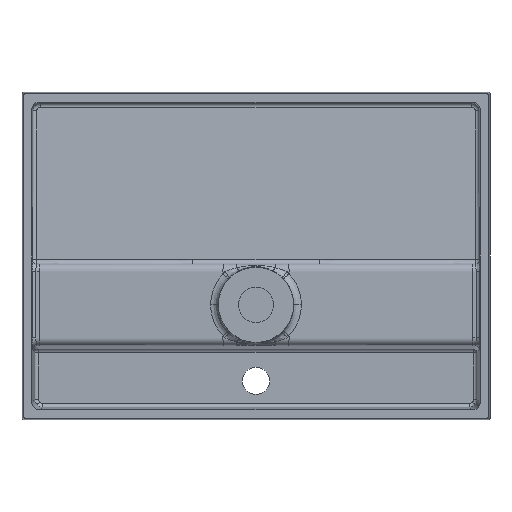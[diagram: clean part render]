
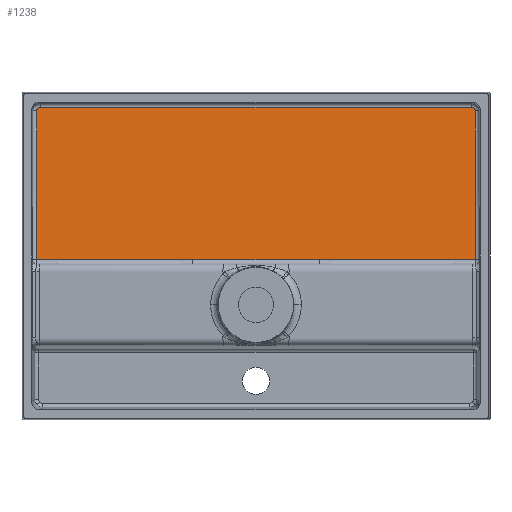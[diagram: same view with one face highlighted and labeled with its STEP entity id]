
A CAD part, front view. The second image highlights one B-rep face of the part: STEP entity #1238.
In plain terms, the highlighted planar face has unit normal (0, -0.998, 0.056).
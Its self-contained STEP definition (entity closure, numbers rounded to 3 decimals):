
#73 = LINE ( 'NONE', #6576, #9048 ) ;
#151 = CARTESIAN_POINT ( 'NONE',  ( 281.747, 25.74, -4.854 ) ) ;
#528 = LINE ( 'NONE', #10851, #5697 ) ;
#775 = CARTESIAN_POINT ( 'NONE',  ( -281.374, 36.416, 186.098 ) ) ;
#801 = EDGE_CURVE ( 'NONE', #6488, #13173, #73, .T. ) ;
#970 = ORIENTED_EDGE ( 'NONE', *, *, #12136, .T. ) ;
#1238 = ADVANCED_FACE ( 'NONE', ( #2669 ), #11337, .F. ) ;
#1385 = ORIENTED_EDGE ( 'NONE', *, *, #6873, .T. ) ;
#1568 = VERTEX_POINT ( 'NONE', #5239 ) ;
#1624 = DIRECTION ( 'NONE',  ( 0., 0.998, -0.056 ) ) ;
#1839 = DIRECTION ( 'NONE',  ( 0., 0.056, 0.998 ) ) ;
#1915 = VECTOR ( 'NONE', #6362, 1000. ) ;
#2286 = CARTESIAN_POINT ( 'NONE',  ( -281.747, 25.74, -4.854 ) ) ;
#2363 = DIRECTION ( 'NONE',  ( -0.002, -0.056, -0.998 ) ) ;
#2540 = DIRECTION ( 'NONE',  ( -1., 0., 0. ) ) ;
#2570 = EDGE_CURVE ( 'NONE', #6779, #9525, #528, .T. ) ;
#2669 = FACE_OUTER_BOUND ( 'NONE', #6508, .T. ) ;
#2671 = DIRECTION ( 'NONE',  ( 1., 0., 0. ) ) ;
#2770 = CARTESIAN_POINT ( 'NONE',  ( 281.747, 25.74, -4.854 ) ) ;
#2900 = EDGE_CURVE ( 'NONE', #1568, #12685, #8135, .T. ) ;
#3181 = CARTESIAN_POINT ( 'NONE',  ( 281.374, 36.421, 186.2 ) ) ;
#3423 = CARTESIAN_POINT ( 'NONE',  ( 81.339, 25.751, -4.661 ) ) ;
#3653 = EDGE_CURVE ( 'NONE', #13173, #1568, #10249, .T. ) ;
#3909 = CARTESIAN_POINT ( 'NONE',  ( -215.987, 25.747, -4.725 ) ) ;
#3929 = CARTESIAN_POINT ( 'NONE',  ( 0., 25.751, -4.661 ) ) ;
#4101 = CARTESIAN_POINT ( 'NONE',  ( -279.296, 36.695, 191.085 ) ) ;
#4813 = VECTOR ( 'NONE', #2671, 1000. ) ;
#5239 = CARTESIAN_POINT ( 'NONE',  ( -81.339, 25.751, -4.661 ) ) ;
#5457 = LINE ( 'NONE', #3181, #1915 ) ;
#5477 = CARTESIAN_POINT ( 'NONE',  ( 149.05, 25.751, -4.661 ) ) ;
#5622 = CARTESIAN_POINT ( 'NONE',  ( 81.339, 25.751, -4.661 ) ) ;
#5697 = VECTOR ( 'NONE', #2540, 1000. ) ;
#6261 = ORIENTED_EDGE ( 'NONE', *, *, #2570, .T. ) ;
#6362 = DIRECTION ( 'NONE',  ( -0.002, 0.056, 0.998 ) ) ;
#6405 = CARTESIAN_POINT ( 'NONE',  ( 279.296, 36.695, 191.085 ) ) ;
#6488 = VERTEX_POINT ( 'NONE', #9928 ) ;
#6508 = EDGE_LOOP ( 'NONE', ( #11604, #12687, #12558, #11129, #970, #1385, #13026, #6261 ) ) ;
#6576 = CARTESIAN_POINT ( 'NONE',  ( -281.747, 25.739, -4.873 ) ) ;
#6779 = VERTEX_POINT ( 'NONE', #8549 ) ;
#6873 = EDGE_CURVE ( 'NONE', #11552, #9360, #5457, .T. ) ;
#7436 = CARTESIAN_POINT ( 'NONE',  ( 276.368, 36.695, 191.085 ) ) ;
#8135 = LINE ( 'NONE', #3929, #4813 ) ;
#8549 = CARTESIAN_POINT ( 'NONE',  ( 276.368, 36.695, 191.085 ) ) ;
#8735 = CARTESIAN_POINT ( 'NONE',  ( 281.374, 36.416, 186.098 ) ) ;
#9048 = VECTOR ( 'NONE', #2363, 1000. ) ;
#9321 =( BOUNDED_CURVE ( )  B_SPLINE_CURVE ( 3, ( #12424, #4101, #10463, #775 ),
 .UNSPECIFIED., .F., .F. ) 
 B_SPLINE_CURVE_WITH_KNOTS ( ( 4, 4 ),
 ( 4.172, 5.741 ),
 .UNSPECIFIED. ) 
 CURVE ( )  GEOMETRIC_REPRESENTATION_ITEM ( )  RATIONAL_B_SPLINE_CURVE ( ( 1., 0.805, 0.805, 1. ) ) 
 REPRESENTATION_ITEM ( '' )  );
#9360 = VERTEX_POINT ( 'NONE', #11260 ) ;
#9525 = VERTEX_POINT ( 'NONE', #11237 ) ;
#9616 = CARTESIAN_POINT ( 'NONE',  ( 215.987, 25.747, -4.725 ) ) ;
#9699 = EDGE_CURVE ( 'NONE', #9525, #6488, #9321, .T. ) ;
#9928 = CARTESIAN_POINT ( 'NONE',  ( -281.374, 36.416, 186.098 ) ) ;
#10249 =( BOUNDED_CURVE ( )  B_SPLINE_CURVE ( 3, ( #2286, #3909, #10337, #13479 ),
 .UNSPECIFIED., .F., .F. ) 
 B_SPLINE_CURVE_WITH_KNOTS ( ( 4, 4 ),
 ( 4.449, 4.604 ),
 .UNSPECIFIED. ) 
 CURVE ( )  GEOMETRIC_REPRESENTATION_ITEM ( )  RATIONAL_B_SPLINE_CURVE ( ( 1., 0.998, 0.998, 1. ) ) 
 REPRESENTATION_ITEM ( '' )  );
#10337 = CARTESIAN_POINT ( 'NONE',  ( -149.05, 25.751, -4.661 ) ) ;
#10463 = CARTESIAN_POINT ( 'NONE',  ( -281.369, 36.579, 189.02 ) ) ;
#10832 = AXIS2_PLACEMENT_3D ( 'NONE', #13426, #1624, #1839 ) ;
#10851 = CARTESIAN_POINT ( 'NONE',  ( -276.189, 36.695, 191.085 ) ) ;
#11026 =( BOUNDED_CURVE ( )  B_SPLINE_CURVE ( 3, ( #8735, #12795, #6405, #7436 ),
 .UNSPECIFIED., .F., .F. ) 
 B_SPLINE_CURVE_WITH_KNOTS ( ( 4, 4 ),
 ( 0.542, 2.112 ),
 .UNSPECIFIED. ) 
 CURVE ( )  GEOMETRIC_REPRESENTATION_ITEM ( )  RATIONAL_B_SPLINE_CURVE ( ( 1., 0.805, 0.805, 1. ) ) 
 REPRESENTATION_ITEM ( '' )  );
#11129 = ORIENTED_EDGE ( 'NONE', *, *, #2900, .T. ) ;
#11237 = CARTESIAN_POINT ( 'NONE',  ( -276.368, 36.695, 191.085 ) ) ;
#11260 = CARTESIAN_POINT ( 'NONE',  ( 281.374, 36.416, 186.098 ) ) ;
#11337 = PLANE ( 'NONE',  #10832 ) ;
#11552 = VERTEX_POINT ( 'NONE', #2770 ) ;
#11604 = ORIENTED_EDGE ( 'NONE', *, *, #9699, .T. ) ;
#11646 =( BOUNDED_CURVE ( )  B_SPLINE_CURVE ( 3, ( #5622, #5477, #9616, #151 ),
 .UNSPECIFIED., .F., .F. ) 
 B_SPLINE_CURVE_WITH_KNOTS ( ( 4, 4 ),
 ( 1.679, 1.834 ),
 .UNSPECIFIED. ) 
 CURVE ( )  GEOMETRIC_REPRESENTATION_ITEM ( )  RATIONAL_B_SPLINE_CURVE ( ( 1., 0.998, 0.998, 1. ) ) 
 REPRESENTATION_ITEM ( '' )  );
#11714 = CARTESIAN_POINT ( 'NONE',  ( -281.747, 25.74, -4.854 ) ) ;
#12136 = EDGE_CURVE ( 'NONE', #12685, #11552, #11646, .T. ) ;
#12424 = CARTESIAN_POINT ( 'NONE',  ( -276.368, 36.695, 191.085 ) ) ;
#12558 = ORIENTED_EDGE ( 'NONE', *, *, #3653, .T. ) ;
#12685 = VERTEX_POINT ( 'NONE', #3423 ) ;
#12687 = ORIENTED_EDGE ( 'NONE', *, *, #801, .T. ) ;
#12795 = CARTESIAN_POINT ( 'NONE',  ( 281.369, 36.579, 189.02 ) ) ;
#13026 = ORIENTED_EDGE ( 'NONE', *, *, #13542, .T. ) ;
#13173 = VERTEX_POINT ( 'NONE', #11714 ) ;
#13426 = CARTESIAN_POINT ( 'NONE',  ( 0., 37.016, 196.827 ) ) ;
#13479 = CARTESIAN_POINT ( 'NONE',  ( -81.339, 25.751, -4.661 ) ) ;
#13542 = EDGE_CURVE ( 'NONE', #9360, #6779, #11026, .T. ) ;
